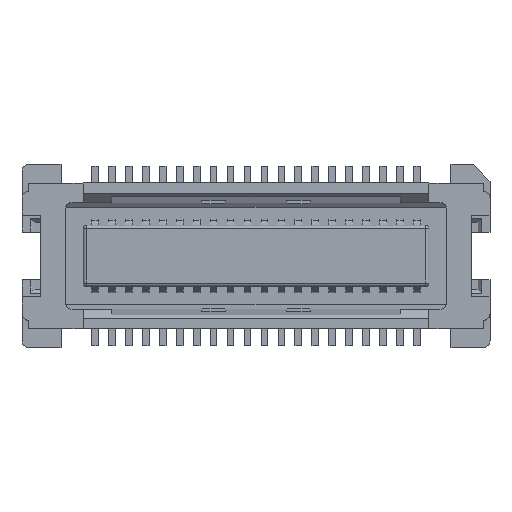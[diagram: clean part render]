
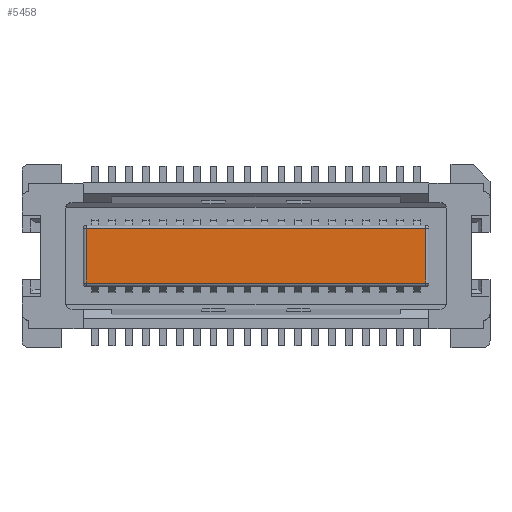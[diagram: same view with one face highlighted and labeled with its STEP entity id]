
A CAD part, top view. The second image highlights one B-rep face of the part: STEP entity #5458.
In plain terms, the highlighted planar face has unit normal (0, 0, 1).
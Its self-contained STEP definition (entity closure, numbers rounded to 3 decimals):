
#5430 = VERTEX_POINT('',#5431);
#5431 = CARTESIAN_POINT('',(5.,0.785,2.3));
#5440 = VERTEX_POINT('',#5441);
#5441 = CARTESIAN_POINT('',(-5.,0.785,2.3));
#5448 = EDGE_CURVE('',#5430,#5440,#5449,.T.);
#5449 = LINE('',#5450,#5451);
#5450 = CARTESIAN_POINT('',(5.,0.785,2.3));
#5451 = VECTOR('',#5452,1.);
#5452 = DIRECTION('',(-1.,0.,0.));
#5458 = ADVANCED_FACE('',(#5459),#5484,.T.);
#5459 = FACE_BOUND('',#5460,.F.);
#5460 = EDGE_LOOP('',(#5461,#5469,#5477,#5483));
#5461 = ORIENTED_EDGE('',*,*,#5462,.F.);
#5462 = EDGE_CURVE('',#5463,#5430,#5465,.T.);
#5463 = VERTEX_POINT('',#5464);
#5464 = CARTESIAN_POINT('',(5.,-0.815,2.3));
#5465 = LINE('',#5466,#5467);
#5466 = CARTESIAN_POINT('',(5.,-0.815,2.3));
#5467 = VECTOR('',#5468,1.);
#5468 = DIRECTION('',(0.,1.,0.));
#5469 = ORIENTED_EDGE('',*,*,#5470,.F.);
#5470 = EDGE_CURVE('',#5471,#5463,#5473,.T.);
#5471 = VERTEX_POINT('',#5472);
#5472 = CARTESIAN_POINT('',(-5.,-0.815,2.3));
#5473 = LINE('',#5474,#5475);
#5474 = CARTESIAN_POINT('',(-5.,-0.815,2.3));
#5475 = VECTOR('',#5476,1.);
#5476 = DIRECTION('',(1.,0.,0.));
#5477 = ORIENTED_EDGE('',*,*,#5478,.F.);
#5478 = EDGE_CURVE('',#5440,#5471,#5479,.T.);
#5479 = LINE('',#5480,#5481);
#5480 = CARTESIAN_POINT('',(-5.,0.785,2.3));
#5481 = VECTOR('',#5482,1.);
#5482 = DIRECTION('',(0.,-1.,0.));
#5483 = ORIENTED_EDGE('',*,*,#5448,.F.);
#5484 = PLANE('',#5485);
#5485 = AXIS2_PLACEMENT_3D('',#5486,#5487,#5488);
#5486 = CARTESIAN_POINT('',(6.9,2.685,2.3));
#5487 = DIRECTION('',(0.,0.,1.));
#5488 = DIRECTION('',(-1.,0.,0.));
